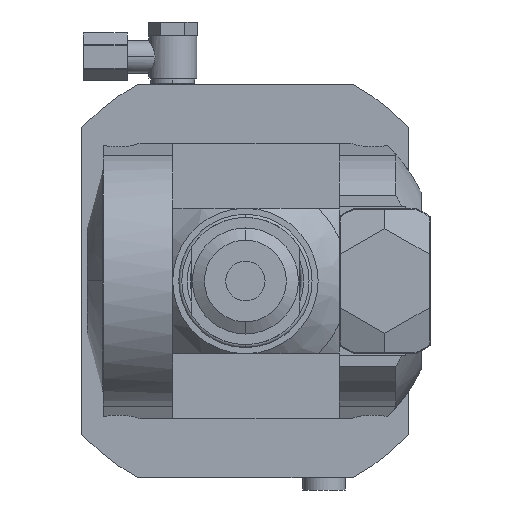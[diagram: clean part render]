
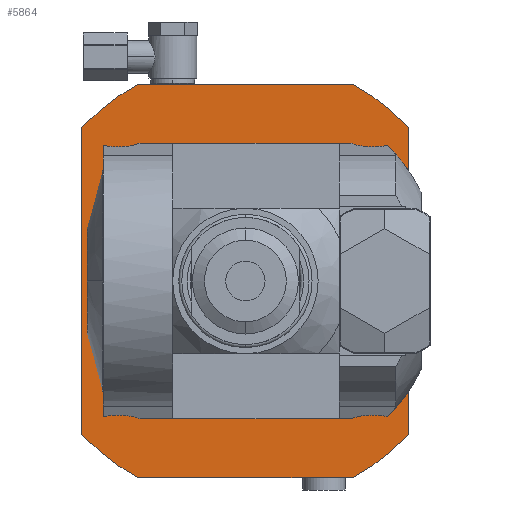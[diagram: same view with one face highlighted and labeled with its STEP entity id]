
A CAD part, left-side view. The second image highlights one B-rep face of the part: STEP entity #5864.
In plain terms, the highlighted planar face has unit normal (-1, 0, 0).
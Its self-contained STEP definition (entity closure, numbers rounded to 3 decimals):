
#1=CARTESIAN_POINT('',(-22.,0.,0.));
#2=DIRECTION('',(-1.,0.,0.));
#3=DIRECTION('',(0.,0.478,0.878));
#4=AXIS2_PLACEMENT_3D('',#1,#2,#3);
#320=CARTESIAN_POINT('',(-22.,0.,0.));
#321=DIRECTION('',(1.,0.,0.));
#322=DIRECTION('',(0.,-0.73,-0.684));
#323=AXIS2_PLACEMENT_3D('',#320,#321,#322);
#378=DIRECTION('',(0.,1.,0.));
#379=VECTOR('',#378,9.369);
#380=CARTESIAN_POINT('',(-22.,-35.369,-65.));
#381=LINE('',#380,#379);
#382=DIRECTION('',(0.,1.,0.));
#383=VECTOR('',#382,61.369);
#384=CARTESIAN_POINT('',(-22.,-26.,-65.));
#385=LINE('',#384,#383);
#386=DIRECTION('',(0.,0.,1.));
#387=VECTOR('',#386,101.193);
#388=CARTESIAN_POINT('',(-22.,54.,-50.596));
#389=LINE('',#388,#387);
#390=DIRECTION('',(0.,-1.,0.));
#391=VECTOR('',#390,70.739);
#392=CARTESIAN_POINT('',(-22.,35.369,65.));
#393=LINE('',#392,#391);
#394=DIRECTION('',(0.,0.,-1.));
#395=VECTOR('',#394,101.193);
#396=CARTESIAN_POINT('',(-22.,-54.,50.596));
#397=LINE('',#396,#395);
#398=DIRECTION('',(0.,-1.,0.));
#399=VECTOR('',#398,65.745);
#400=CARTESIAN_POINT('',(-22.,32.872,45.5));
#401=LINE('',#400,#399);
#402=CARTESIAN_POINT('',(-22.,42.,47.));
#403=DIRECTION('',(-1.,0.,0.));
#404=DIRECTION('',(0.,0.454,-0.891));
#405=AXIS2_PLACEMENT_3D('',#402,#403,#404);
#407=DIRECTION('',(0.,0.,1.));
#408=VECTOR('',#407,77.517);
#409=CARTESIAN_POINT('',(-22.,46.2,-38.758));
#410=LINE('',#409,#408);
#411=CARTESIAN_POINT('',(-22.,42.,-47.));
#412=DIRECTION('',(1.,0.,0.));
#413=DIRECTION('',(0.,0.454,0.891));
#414=AXIS2_PLACEMENT_3D('',#411,#412,#413);
#416=DIRECTION('',(0.,1.,0.));
#417=VECTOR('',#416,65.745);
#418=CARTESIAN_POINT('',(-22.,-32.872,-45.5));
#419=LINE('',#418,#417);
#420=CARTESIAN_POINT('',(-22.,-42.,-47.));
#421=DIRECTION('',(-1.,0.,0.));
#422=DIRECTION('',(0.,-0.454,0.891));
#423=AXIS2_PLACEMENT_3D('',#420,#421,#422);
#425=DIRECTION('',(0.,0.,1.));
#426=VECTOR('',#425,77.517);
#427=CARTESIAN_POINT('',(-22.,-46.2,-38.758));
#428=LINE('',#427,#426);
#429=CARTESIAN_POINT('',(-22.,-42.,47.));
#430=DIRECTION('',(1.,0.,0.));
#431=DIRECTION('',(0.,-0.454,-0.891));
#432=AXIS2_PLACEMENT_3D('',#429,#430,#431);
#434=CARTESIAN_POINT('',(-22.,0.,0.));
#435=DIRECTION('',(-1.,0.,0.));
#436=DIRECTION('',(0.,0.73,-0.684));
#437=AXIS2_PLACEMENT_3D('',#434,#435,#436);
#497=CARTESIAN_POINT('',(-22.,0.,0.));
#498=DIRECTION('',(1.,0.,0.));
#499=DIRECTION('',(0.,-0.478,0.878));
#500=AXIS2_PLACEMENT_3D('',#497,#498,#499);
#4438=CARTESIAN_POINT('',(-22.,35.369,65.));
#4440=VERTEX_POINT('',#4438);
#4442=CARTESIAN_POINT('',(-22.,35.369,-65.));
#4444=VERTEX_POINT('',#4442);
#4446=CARTESIAN_POINT('',(-22.,54.,50.596));
#4448=VERTEX_POINT('',#4446);
#4450=CARTESIAN_POINT('',(-22.,54.,-50.596));
#4452=VERTEX_POINT('',#4450);
#4453=CARTESIAN_POINT('',(-22.,-35.369,65.));
#4454=VERTEX_POINT('',#4453);
#4455=CARTESIAN_POINT('',(-22.,-54.,50.596));
#4456=CARTESIAN_POINT('',(-22.,-54.,-50.596));
#4457=VERTEX_POINT('',#4455);
#4458=VERTEX_POINT('',#4456);
#4466=CARTESIAN_POINT('',(-22.,-35.369,-65.));
#4468=VERTEX_POINT('',#4466);
#4684=CARTESIAN_POINT('',(-22.,32.872,45.5));
#4685=CARTESIAN_POINT('',(-22.,-32.872,45.5));
#4686=VERTEX_POINT('',#4684);
#4687=VERTEX_POINT('',#4685);
#4688=CARTESIAN_POINT('',(-22.,-32.872,-45.5));
#4689=CARTESIAN_POINT('',(-22.,32.872,-45.5));
#4690=VERTEX_POINT('',#4688);
#4691=VERTEX_POINT('',#4689);
#4692=CARTESIAN_POINT('',(-22.,46.2,-38.758));
#4693=CARTESIAN_POINT('',(-22.,46.2,38.758));
#4694=VERTEX_POINT('',#4692);
#4695=VERTEX_POINT('',#4693);
#4696=CARTESIAN_POINT('',(-22.,-46.2,-38.758));
#4697=CARTESIAN_POINT('',(-22.,-46.2,38.758));
#4698=VERTEX_POINT('',#4696);
#4699=VERTEX_POINT('',#4697);
#5154=CARTESIAN_POINT('',(-22.,-26.,-65.));
#5155=VERTEX_POINT('',#5154);
#5827=CARTESIAN_POINT('',(-22.,0.,0.));
#5828=DIRECTION('',(-1.,0.,0.));
#5829=DIRECTION('',(0.,0.,-1.));
#5830=AXIS2_PLACEMENT_3D('',#5827,#5828,#5829);
#5831=PLANE('',#5830);
#5832=ORIENTED_EDGE('',*,*,#5768,.T.);
#5833=ORIENTED_EDGE('',*,*,#5781,.T.);
#5835=ORIENTED_EDGE('',*,*,#5834,.F.);
#5837=ORIENTED_EDGE('',*,*,#5836,.T.);
#5838=ORIENTED_EDGE('',*,*,#5459,.F.);
#5839=ORIENTED_EDGE('',*,*,#5481,.T.);
#5841=ORIENTED_EDGE('',*,*,#5840,.T.);
#5842=ORIENTED_EDGE('',*,*,#5666,.T.);
#5843=ORIENTED_EDGE('',*,*,#5754,.T.);
#5844=EDGE_LOOP('',(#5832,#5833,#5835,#5837,#5838,#5839,#5841,#5842,#5843));
#5845=FACE_OUTER_BOUND('',#5844,.F.);
#5847=ORIENTED_EDGE('',*,*,#5846,.F.);
#5849=ORIENTED_EDGE('',*,*,#5848,.F.);
#5851=ORIENTED_EDGE('',*,*,#5850,.F.);
#5853=ORIENTED_EDGE('',*,*,#5852,.T.);
#5855=ORIENTED_EDGE('',*,*,#5854,.F.);
#5857=ORIENTED_EDGE('',*,*,#5856,.F.);
#5859=ORIENTED_EDGE('',*,*,#5858,.T.);
#5861=ORIENTED_EDGE('',*,*,#5860,.T.);
#5862=EDGE_LOOP('',(#5847,#5849,#5851,#5853,#5855,#5857,#5859,#5861));
#5863=FACE_BOUND('',#5862,.F.);
#5864=ADVANCED_FACE('',(#5845,#5863),#5831,.T.);
#5=CIRCLE('',#4,74.);
#324=CIRCLE('',#323,74.);
#406=CIRCLE('',#405,9.25);
#415=CIRCLE('',#414,9.25);
#424=CIRCLE('',#423,9.25);
#433=CIRCLE('',#432,9.25);
#438=CIRCLE('',#437,74.);
#501=CIRCLE('',#500,74.);
#5459=EDGE_CURVE('',#4440,#4448,#5,.T.);
#5481=EDGE_CURVE('',#4440,#4454,#393,.T.);
#5666=EDGE_CURVE('',#4457,#4458,#397,.T.);
#5754=EDGE_CURVE('',#4458,#4468,#324,.T.);
#5768=EDGE_CURVE('',#4468,#5155,#381,.T.);
#5781=EDGE_CURVE('',#5155,#4444,#385,.T.);
#5834=EDGE_CURVE('',#4452,#4444,#438,.T.);
#5836=EDGE_CURVE('',#4452,#4448,#389,.T.);
#5840=EDGE_CURVE('',#4454,#4457,#501,.T.);
#5846=EDGE_CURVE('',#4686,#4687,#401,.T.);
#5848=EDGE_CURVE('',#4695,#4686,#406,.T.);
#5850=EDGE_CURVE('',#4694,#4695,#410,.T.);
#5852=EDGE_CURVE('',#4694,#4691,#415,.T.);
#5854=EDGE_CURVE('',#4690,#4691,#419,.T.);
#5856=EDGE_CURVE('',#4698,#4690,#424,.T.);
#5858=EDGE_CURVE('',#4698,#4699,#428,.T.);
#5860=EDGE_CURVE('',#4699,#4687,#433,.T.);
